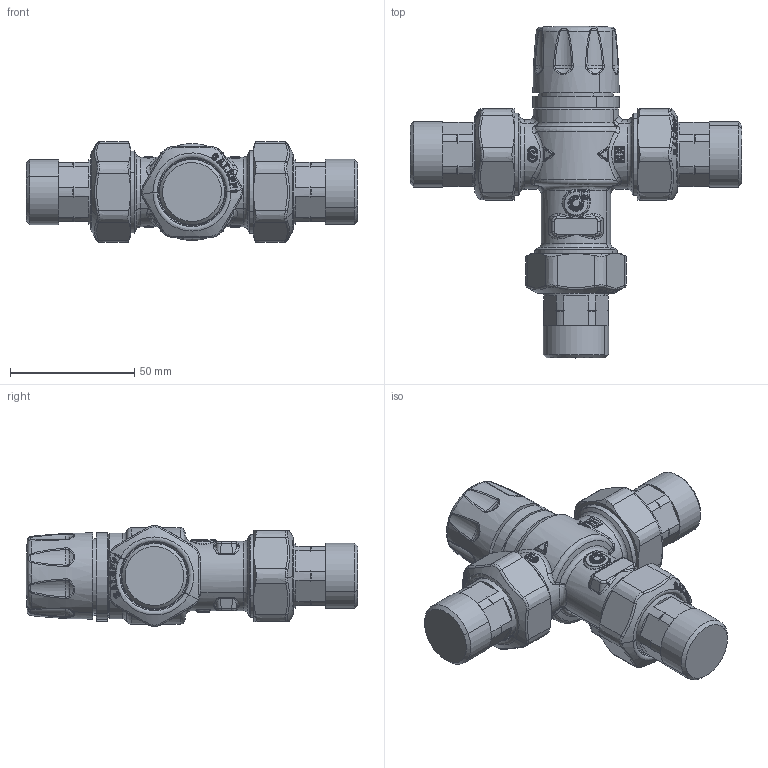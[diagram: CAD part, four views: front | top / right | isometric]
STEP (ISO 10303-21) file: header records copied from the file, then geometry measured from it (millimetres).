
FILE_DESCRIPTION(('CATIA V5 STEP Exchange','CAx-IF Rec.Pracs.--- Model Styling and Organization---1.5--- 2016-08-15','CAx-IF Rec.Pracs.---Supplemental Geometry---1.0---2011-11-01','CAx-IF Rec.Pracs.--- Composite Materials ---3.4---2017-06-13','CAx-IF Rec.Pracs.---Tessellated 3D Geometry---1.0---2015-12-17'),'2;1');
FILE_NAME('STEP_521815_-_TST.stp','2025-05-20T09:24:41+00:00',('none'),('none'),'CATIA Version 5-6 Release 2020 SP5','CATIA V5 STEP AP242 v2','none');
FILE_SCHEMA(('AP242_MANAGED_MODEL_BASED_3D_ENGINEERING_MIM_LF {1 0 10303 442 1 1 4}'));
Products named in the file (1): 521815 - TST
Bounding box: 133.5 x 133.74 x 40.67 mm (x, y, z)
Volume: 180163.9 mm3; surface area: 39488.2 mm2
Topology: 2 solids, 5 shells, 2480 faces, 5812 edges, 3142 vertices
Faces by surface type: bspline 1611, cylinder 268, sphere 213, cone 180, plane 162, torus 44, revolution 2
Entity records: 145023 total; most frequent: CARTESIAN_POINT 105102, ORIENTED_EDGE 11156, EDGE_CURVE 5578, B_SPLINE_CURVE_WITH_KNOTS 4297, VERTEX_POINT 3142, DIRECTION 2599, EDGE_LOOP 2514, ADVANCED_FACE 2480
